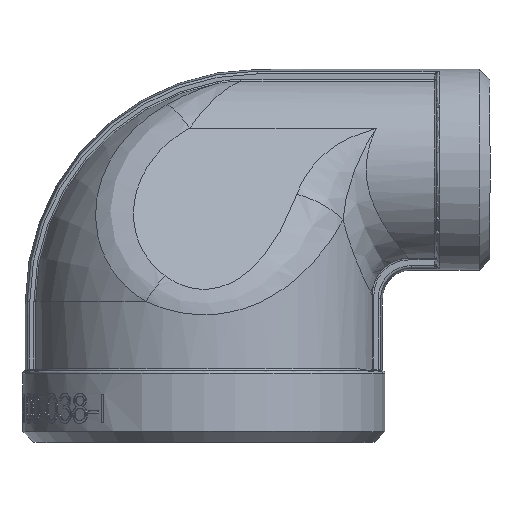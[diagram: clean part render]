
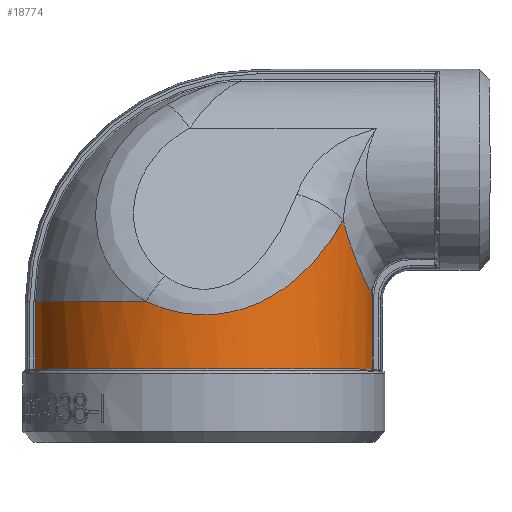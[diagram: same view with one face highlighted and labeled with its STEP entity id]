
A CAD part, top view. The second image highlights one B-rep face of the part: STEP entity #18774.
In plain terms, the highlighted cylindrical face has radius 19 mm (diameter 38 mm), a partial arc.
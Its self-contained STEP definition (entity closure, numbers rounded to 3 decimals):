
#3011 = CIRCLE ( 'NONE', #3014, 19. ) ;
#3014 = AXIS2_PLACEMENT_3D ( 'NONE', #13857, #13858, #13918 ) ;
#3019 = VECTOR ( 'NONE', #13555, 1000. ) ;
#3031 = AXIS2_PLACEMENT_3D ( 'NONE', #13675, #13634, #13651 ) ;
#3058 = CIRCLE ( 'NONE', #3031, 19. ) ;
#3073 = VECTOR ( 'NONE', #13962, 1000. ) ;
#5910 = EDGE_CURVE ( 'NONE', #23943, #23865, #13506, .T. ) ;
#5912 = EDGE_CURVE ( 'NONE', #23872, #23991, #23347, .T. ) ;
#5918 = EDGE_CURVE ( 'NONE', #23923, #23943, #3058, .T. ) ;
#5920 = EDGE_CURVE ( 'NONE', #23991, #23865, #23312, .T. ) ;
#5934 = EDGE_CURVE ( 'NONE', #23955, #23872, #3011, .T. ) ;
#5944 = EDGE_CURVE ( 'NONE', #23955, #23923, #13976, .T. ) ;
#10492 = CARTESIAN_POINT ( 'NONE',  ( -6.506, -14.75, 17.851 ) ) ;
#10521 = CARTESIAN_POINT ( 'NONE',  ( 18.811, -14.077, 2.672 ) ) ;
#10554 = CARTESIAN_POINT ( 'NONE',  ( -18.811, -22.3, 2.672 ) ) ;
#10578 = CARTESIAN_POINT ( 'NONE',  ( 18.811, -22.3, 2.672 ) ) ;
#10602 = CARTESIAN_POINT ( 'NONE',  ( -18.811, -14.75, 2.672 ) ) ;
#10643 = CARTESIAN_POINT ( 'NONE',  ( 15.56, -5.617, 10.903 ) ) ;
#13491 = CARTESIAN_POINT ( 'NONE',  ( -6.506, -14.75, 17.851 ) ) ;
#13493 = CARTESIAN_POINT ( 'NONE',  ( 18.811, -18.625, 2.672 ) ) ;
#13495 = CARTESIAN_POINT ( 'NONE',  ( 0.475, -16.838, 19.44 ) ) ;
#13506 = LINE ( 'NONE', #13493, #3019 ) ;
#13518 = CARTESIAN_POINT ( 'NONE',  ( 15.56, -5.617, 10.903 ) ) ;
#13536 = CARTESIAN_POINT ( 'NONE',  ( 13.521, -9.442, 13.813 ) ) ;
#13555 = DIRECTION ( 'NONE',  ( 0., 1., 0. ) ) ;
#13560 = CARTESIAN_POINT ( 'NONE',  ( 8.73, -14.519, 17.676 ) ) ;
#13587 = CARTESIAN_POINT ( 'NONE',  ( -4.281, -15.816, 18.662 ) ) ;
#13629 = CARTESIAN_POINT ( 'NONE',  ( 15.56, -5.617, 10.903 ) ) ;
#13634 = DIRECTION ( 'NONE',  ( 0., 1., 0. ) ) ;
#13638 = CARTESIAN_POINT ( 'NONE',  ( 18.674, -13.803, 3.639 ) ) ;
#13642 = CARTESIAN_POINT ( 'NONE',  ( 16.633, -9.406, 9.313 ) ) ;
#13651 = DIRECTION ( 'NONE',  ( 0., 0., 1. ) ) ;
#13657 = CARTESIAN_POINT ( 'NONE',  ( 18.811, -14.077, 2.672 ) ) ;
#13675 = CARTESIAN_POINT ( 'NONE',  ( 0., -22.3, 0. ) ) ;
#13684 = CARTESIAN_POINT ( 'NONE',  ( 15.76, -6.44, 10.619 ) ) ;
#13689 = CARTESIAN_POINT ( 'NONE',  ( 18.025, -12.486, 6.534 ) ) ;
#13857 = CARTESIAN_POINT ( 'NONE',  ( 0., -14.75, 0. ) ) ;
#13858 = DIRECTION ( 'NONE',  ( 0., 1., 0. ) ) ;
#13918 = DIRECTION ( 'NONE',  ( -1., 0., 0. ) ) ;
#13962 = DIRECTION ( 'NONE',  ( 0., -1., 0. ) ) ;
#13976 = LINE ( 'NONE', #14008, #3073 ) ;
#14008 = CARTESIAN_POINT ( 'NONE',  ( -18.811, -18.625, 2.672 ) ) ;
#17900 = ORIENTED_EDGE ( 'NONE', *, *, #5934, .F. ) ;
#17918 = ORIENTED_EDGE ( 'NONE', *, *, #5920, .F. ) ;
#17950 = ORIENTED_EDGE ( 'NONE', *, *, #5944, .T. ) ;
#17951 = ORIENTED_EDGE ( 'NONE', *, *, #5912, .F. ) ;
#17955 = ORIENTED_EDGE ( 'NONE', *, *, #5918, .T. ) ;
#17961 = ORIENTED_EDGE ( 'NONE', *, *, #5910, .T. ) ;
#18435 = EDGE_LOOP ( 'NONE', ( #17900, #17950, #17955, #17961, #17918, #17951 ) ) ;
#18774 = ADVANCED_FACE ( 'NONE', ( #21189 ), #21173, .T. ) ;
#19194 = AXIS2_PLACEMENT_3D ( 'NONE', #21193, #21190, #21176 ) ;
#21173 = CYLINDRICAL_SURFACE ( 'NONE', #19194, 19. ) ;
#21176 = DIRECTION ( 'NONE',  ( -1., 0., 0. ) ) ;
#21189 = FACE_OUTER_BOUND ( 'NONE', #18435, .T. ) ;
#21190 = DIRECTION ( 'NONE',  ( 0., 1., 0. ) ) ;
#21193 = CARTESIAN_POINT ( 'NONE',  ( 0., -18.625, 0. ) ) ;
#23312 = B_SPLINE_CURVE_WITH_KNOTS ( 'NONE', 3,
 ( #13629, #13684, #13642, #13689, #13638, #13657 ),
 .UNSPECIFIED., .F., .F.,
 ( 4, 1, 1, 4 ),
 ( 0., 0.192, 0.731, 0.985 ),
 .UNSPECIFIED. ) ;
#23347 = B_SPLINE_CURVE_WITH_KNOTS ( 'NONE', 3,
 ( #13491, #13587, #13495, #13560, #13536, #13518 ),
 .UNSPECIFIED., .F., .F.,
 ( 4, 1, 1, 4 ),
 ( 0., 0.286, 0.571, 1. ),
 .UNSPECIFIED. ) ;
#23865 = VERTEX_POINT ( 'NONE', #10521 ) ;
#23872 = VERTEX_POINT ( 'NONE', #10492 ) ;
#23923 = VERTEX_POINT ( 'NONE', #10554 ) ;
#23943 = VERTEX_POINT ( 'NONE', #10578 ) ;
#23955 = VERTEX_POINT ( 'NONE', #10602 ) ;
#23991 = VERTEX_POINT ( 'NONE', #10643 ) ;
